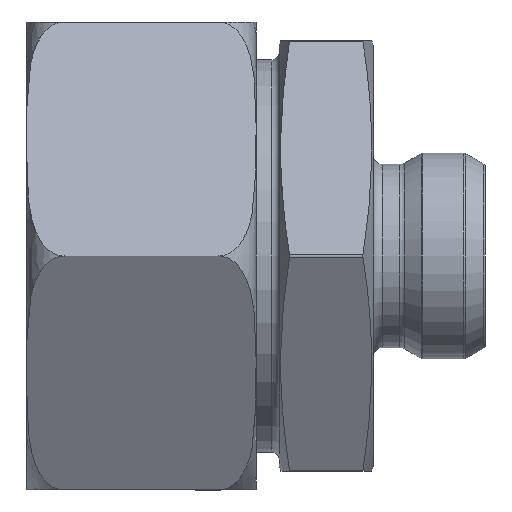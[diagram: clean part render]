
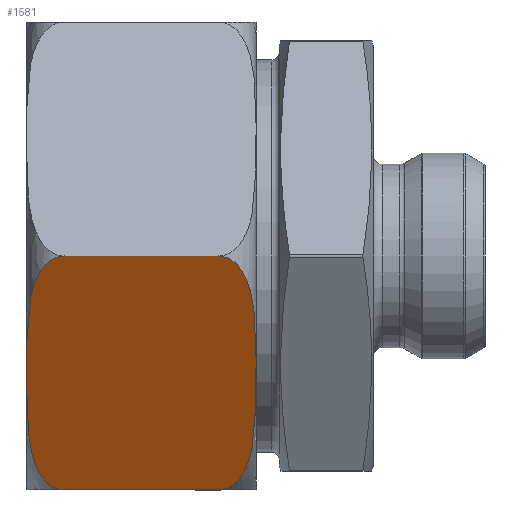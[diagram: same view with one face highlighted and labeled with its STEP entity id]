
A CAD part, front view. The second image highlights one B-rep face of the part: STEP entity #1581.
In plain terms, the highlighted face is planar.
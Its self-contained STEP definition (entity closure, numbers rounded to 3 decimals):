
#582=FACE_OUTER_BOUND('',#2532,.T.);
#808=LINE('',#8394,#1028);
#811=LINE('',#8404,#1031);
#1028=VECTOR('',#6055,1.);
#1031=VECTOR('',#6066,1.);
#1316=PLANE('',#5634);
#1581=ADVANCED_FACE('',(#582),#1316,.F.);
#2043=B_SPLINE_CURVE_WITH_KNOTS('',3,(#8371,#8372,#8373,#8374,#8375,#8376,
#8377,#8378,#8379,#8380,#8381,#8382,#8383,#8384,#8385,#8386,#8387,#8388),
 .UNSPECIFIED.,.F.,.F.,(4,2,2,2,2,2,2,2,4),(0.,0.062,0.125,
0.25,0.5,0.75,0.875,0.938,1.),.UNSPECIFIED.);
#2045=B_SPLINE_CURVE_WITH_KNOTS('',3,(#8446,#8447,#8448,#8449,#8450,#8451,
#8452,#8453,#8454,#8455,#8456,#8457,#8458,#8459,#8460,#8461,#8462,#8463),
 .UNSPECIFIED.,.F.,.F.,(4,2,2,2,2,2,2,2,4),(0.,0.063,0.125,0.25,0.5,0.75,
0.875,0.938,1.),.UNSPECIFIED.);
#2532=EDGE_LOOP('',(#3190,#3191,#3192,#3193));
#3190=ORIENTED_EDGE('',*,*,#4998,.T.);
#3191=ORIENTED_EDGE('',*,*,#4995,.T.);
#3192=ORIENTED_EDGE('',*,*,#5003,.T.);
#3193=ORIENTED_EDGE('',*,*,#5016,.T.);
#4481=VERTEX_POINT('',#8370);
#4482=VERTEX_POINT('',#8389);
#4484=VERTEX_POINT('',#8395);
#4487=VERTEX_POINT('',#8405);
#4995=EDGE_CURVE('',#4482,#4481,#2043,.T.);
#4998=EDGE_CURVE('',#4484,#4482,#808,.T.);
#5003=EDGE_CURVE('',#4481,#4487,#811,.T.);
#5016=EDGE_CURVE('',#4487,#4484,#2045,.T.);
#5634=AXIS2_PLACEMENT_3D('',#8611,#6134,#6135);
#6055=DIRECTION('',(-1.,0.,0.));
#6066=DIRECTION('',(1.,0.,0.));
#6134=DIRECTION('',(0.,0.5,0.866));
#6135=DIRECTION('',(0.,-0.866,0.5));
#8370=CARTESIAN_POINT('',(4.,0.,-28.867));
#8371=CARTESIAN_POINT('',(4.,-25.,-14.434));
#8372=CARTESIAN_POINT('',(3.316,-25.,-14.434));
#8373=CARTESIAN_POINT('',(2.685,-24.679,-14.619));
#8374=CARTESIAN_POINT('',(1.754,-23.839,-15.104));
#8375=CARTESIAN_POINT('',(1.416,-23.322,-15.403));
#8376=CARTESIAN_POINT('',(0.63,-21.716,-16.33));
#8377=CARTESIAN_POINT('',(0.393,-20.564,-16.995));
#8378=CARTESIAN_POINT('',(-0.05,-17.13,-18.977));
#8379=CARTESIAN_POINT('',(0.002,-14.802,-20.322));
#8380=CARTESIAN_POINT('',(0.002,-10.174,-22.994));
#8381=CARTESIAN_POINT('',(-0.052,-7.852,-24.334));
#8382=CARTESIAN_POINT('',(0.399,-4.403,-26.325));
#8383=CARTESIAN_POINT('',(0.636,-3.262,-26.984));
#8384=CARTESIAN_POINT('',(1.428,-1.658,-27.911));
#8385=CARTESIAN_POINT('',(1.768,-1.145,-28.207));
#8386=CARTESIAN_POINT('',(2.696,-0.315,-28.686));
#8387=CARTESIAN_POINT('',(3.321,0.,-28.867));
#8388=CARTESIAN_POINT('',(4.,0.,-28.867));
#8389=CARTESIAN_POINT('',(4.,-25.,-14.434));
#8394=CARTESIAN_POINT('',(0.,-25.,-14.434));
#8395=CARTESIAN_POINT('',(20.5,-25.,-14.434));
#8404=CARTESIAN_POINT('',(0.,0.,-28.867));
#8405=CARTESIAN_POINT('',(20.5,0.,-28.867));
#8446=CARTESIAN_POINT('',(20.5,0.,-28.867));
#8447=CARTESIAN_POINT('',(21.184,0.,-28.867));
#8448=CARTESIAN_POINT('',(21.815,-0.321,-28.682));
#8449=CARTESIAN_POINT('',(22.746,-1.161,-28.197));
#8450=CARTESIAN_POINT('',(23.084,-1.678,-27.898));
#8451=CARTESIAN_POINT('',(23.87,-3.284,-26.971));
#8452=CARTESIAN_POINT('',(24.107,-4.436,-26.306));
#8453=CARTESIAN_POINT('',(24.55,-7.87,-24.324));
#8454=CARTESIAN_POINT('',(24.498,-10.198,-22.98));
#8455=CARTESIAN_POINT('',(24.498,-14.826,-20.308));
#8456=CARTESIAN_POINT('',(24.552,-17.148,-18.967));
#8457=CARTESIAN_POINT('',(24.101,-20.597,-16.976));
#8458=CARTESIAN_POINT('',(23.864,-21.738,-16.317));
#8459=CARTESIAN_POINT('',(23.072,-23.342,-15.391));
#8460=CARTESIAN_POINT('',(22.732,-23.855,-15.095));
#8461=CARTESIAN_POINT('',(21.804,-24.685,-14.616));
#8462=CARTESIAN_POINT('',(21.179,-25.,-14.434));
#8463=CARTESIAN_POINT('',(20.5,-25.,-14.434));
#8611=CARTESIAN_POINT('',(25.,-25.,-14.434));
